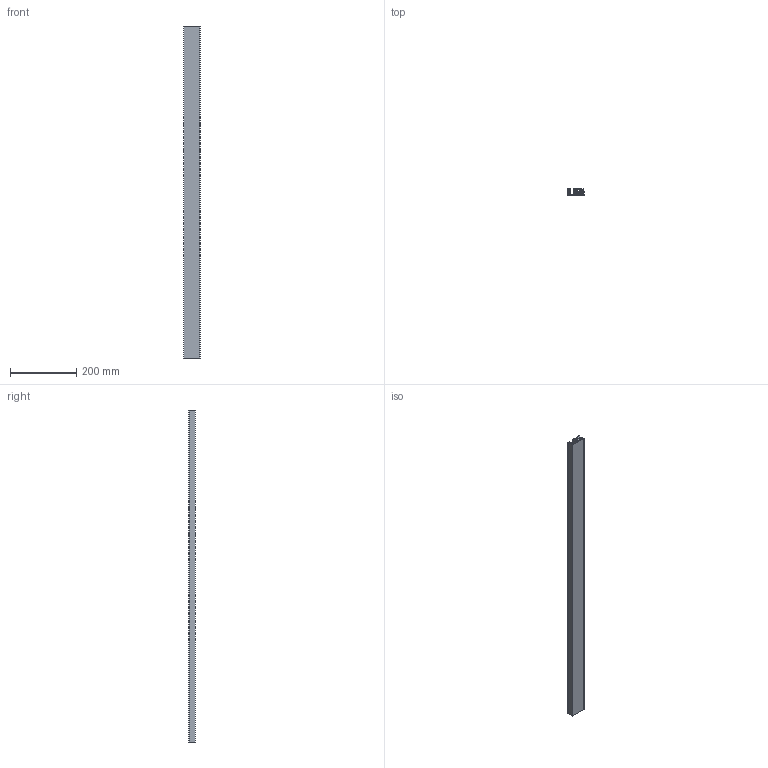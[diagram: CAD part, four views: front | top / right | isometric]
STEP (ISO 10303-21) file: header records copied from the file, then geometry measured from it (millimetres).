
FILE_DESCRIPTION(/* description */ (''),/* implementation_level */ '2;1');
FILE_NAME(/* name */ 'JK1708.stp',/* time_stamp */ '2019-02-21T13:02:38+01:00',/* author */ ('j.woelkerling'),/* organization */ (''),/* preprocessor_version */ 'ST-DEVELOPER v16.5',/* originating_system */ 'Autodesk Inventor 2017',/* authorisation */ '');
FILE_SCHEMA (('AUTOMOTIVE_DESIGN { 1 0 10303 214 3 1 1 }'));
Length unit declared in the file: millimetre
Products named in the file (1): 104649
Bounding box: 50 x 20 x 1000 mm (x, y, z)
Volume: 399440.2 mm3; surface area: 384552.8 mm2
Topology: 1 solids, 1 shells, 43 faces, 164 edges, 164 vertices
Faces by surface type: plane 22, cylinder 21
Entity records: 1802 total; most frequent: CARTESIAN_POINT 372, DIRECTION 315, ORIENTED_EDGE 246, EDGE_CURVE 123, AXIS2_PLACEMENT_3D 107, LINE 101, VECTOR 101, VERTEX_POINT 82
